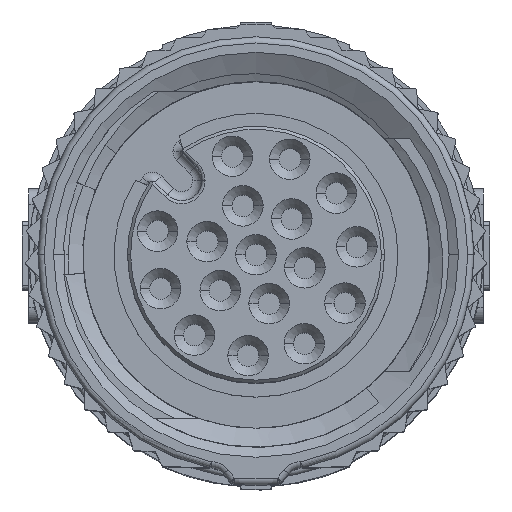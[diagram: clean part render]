
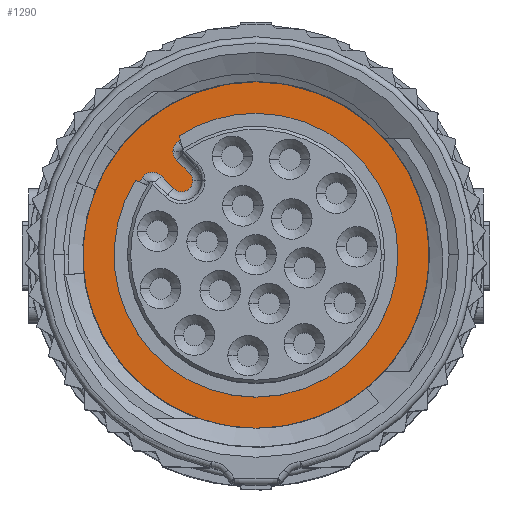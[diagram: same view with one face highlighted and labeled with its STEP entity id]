
A CAD part, top view. The second image highlights one B-rep face of the part: STEP entity #1290.
In plain terms, the highlighted planar face has unit normal (0, 0, 1).
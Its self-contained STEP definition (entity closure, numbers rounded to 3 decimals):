
#10=CARTESIAN_POINT('',(0.,0.,0.));
#20=DIRECTION('',(0.,0.,1.));
#30=DIRECTION('',(-1.,0.,0.));
#40=AXIS2_PLACEMENT_3D('',#10,#20,#30);
#50=PLANE('',#40);
#60=CARTESIAN_POINT('',(0.,0.,0.));
#70=DIRECTION('',(0.,0.,1.));
#80=DIRECTION('',(-0.848,0.529,0.));
#90=AXIS2_PLACEMENT_3D('',#60,#70,#80);
#100=CIRCLE('',#90,4.557);
#110=CARTESIAN_POINT('',(-3.866,2.412,0.));
#120=VERTEX_POINT('',#110);
#130=CARTESIAN_POINT('',(0.,-4.557,0.));
#140=VERTEX_POINT('',#130);
#150=EDGE_CURVE('',#120,#140,#100,.T.);
#160=ORIENTED_EDGE('',*,*,#150,.F.);
#170=CARTESIAN_POINT('',(0.,4.557,0.));
#180=VERTEX_POINT('',#170);
#190=EDGE_CURVE('',#140,#180,#100,.T.);
#200=ORIENTED_EDGE('',*,*,#190,.F.);
#210=CARTESIAN_POINT('',(-2.467,3.831,0.));
#220=VERTEX_POINT('',#210);
#230=EDGE_CURVE('',#180,#220,#100,.T.);
#240=ORIENTED_EDGE('',*,*,#230,.F.);
#250=CARTESIAN_POINT('',(-2.467,3.831,0.));
#260=DIRECTION('',(0.281,-0.96,0.));
#270=VECTOR('',#260,0.137);
#280=LINE('',#250,#270);
#290=CARTESIAN_POINT('',(-2.429,3.699,
0.));
#300=VERTEX_POINT('',#290);
#310=EDGE_CURVE('',#220,#300,#280,.T.);
#320=ORIENTED_EDGE('',*,*,#310,.F.);
#330=CARTESIAN_POINT('',(0.,0.,0.));
#340=DIRECTION('',(0.,0.,-1.));
#350=DIRECTION('',(-0.563,0.826,0.));
#360=AXIS2_PLACEMENT_3D('',#330,#340,#350);
#370=CIRCLE('',#360,4.425);
#380=CARTESIAN_POINT('',(-2.492,3.657,0.));
#390=VERTEX_POINT('',#380);
#400=EDGE_CURVE('',#390,#300,#370,.T.);
#410=ORIENTED_EDGE('',*,*,#400,.T.);
#420=CARTESIAN_POINT('',(-2.266,3.327,0.));
#430=DIRECTION('',(0.,0.,-1.));
#440=DIRECTION('',(-0.707,-0.707,0.));
#450=AXIS2_PLACEMENT_3D('',#420,#430,#440);
#460=CIRCLE('',#450,0.4);
#470=CARTESIAN_POINT('',(-2.666,3.327,0.));
#480=VERTEX_POINT('',#470);
#490=EDGE_CURVE('',#480,#390,#460,.T.);
#500=ORIENTED_EDGE('',*,*,#490,.T.);
#510=CARTESIAN_POINT('',(-2.549,3.044,0.));
#520=VERTEX_POINT('',#510);
#530=EDGE_CURVE('',#520,#480,#460,.T.);
#540=ORIENTED_EDGE('',*,*,#530,.T.);
#550=CARTESIAN_POINT('',(-4.809,5.304,0.));
#560=DIRECTION('',(0.707,-0.707,0.));
#570=VECTOR('',#560,1.);
#580=LINE('',#550,#570);
#590=CARTESIAN_POINT('',(-2.139,2.634,0.));
#600=VERTEX_POINT('',#590);
#610=EDGE_CURVE('',#520,#600,#580,.T.);
#620=ORIENTED_EDGE('',*,*,#610,.F.);
#630=CARTESIAN_POINT('',(-2.386,2.386,0.));
#640=DIRECTION('',(0.,0.,-1.));
#650=DIRECTION('',(0.707,0.707,0.));
#660=AXIS2_PLACEMENT_3D('',#630,#640,#650);
#670=CIRCLE('',#660,0.35);
#680=CARTESIAN_POINT('',(-2.036,2.386,0.));
#690=VERTEX_POINT('',#680);
#700=EDGE_CURVE('',#600,#690,#670,.T.);
#710=ORIENTED_EDGE('',*,*,#700,.F.);
#720=CARTESIAN_POINT('',(-2.634,2.139,0.));
#730=VERTEX_POINT('',#720);
#740=EDGE_CURVE('',#690,#730,#670,.T.);
#750=ORIENTED_EDGE('',*,*,#740,.F.);
#760=CARTESIAN_POINT('',(4.815,-5.31,0.));
#770=DIRECTION('',(-0.707,0.707,0.));
#780=VECTOR('',#770,1.);
#790=LINE('',#760,#780);
#800=CARTESIAN_POINT('',(-3.044,2.549,0.));
#810=VERTEX_POINT('',#800);
#820=EDGE_CURVE('',#730,#810,#790,.T.);
#830=ORIENTED_EDGE('',*,*,#820,.F.);
#840=CARTESIAN_POINT('',(-3.327,2.266,0.));
#850=DIRECTION('',(0.,0.,-1.));
#860=DIRECTION('',(-0.826,0.564,0.));
#870=AXIS2_PLACEMENT_3D('',#840,#850,#860);
#880=CIRCLE('',#870,0.4);
#890=CARTESIAN_POINT('',(-3.657,2.492,0.));
#900=VERTEX_POINT('',#890);
#910=EDGE_CURVE('',#900,#810,#880,.T.);
#920=ORIENTED_EDGE('',*,*,#910,.T.);
#930=CARTESIAN_POINT('',(0.,0.,0.));
#940=DIRECTION('',(0.,0.,-1.));
#950=DIRECTION('',(-0.846,0.533,0.));
#960=AXIS2_PLACEMENT_3D('',#930,#940,#950);
#970=CIRCLE('',#960,4.425);
#980=CARTESIAN_POINT('',(-3.744,2.359,0.));
#990=VERTEX_POINT('',#980);
#1000=EDGE_CURVE('',#990,#900,#970,.T.);
#1010=ORIENTED_EDGE('',*,*,#1000,.T.);
#1020=CARTESIAN_POINT('',(-3.744,2.359,0.));
#1030=DIRECTION('',(-0.915,0.403,0.));
#1040=VECTOR('',#1030,0.133);
#1050=LINE('',#1020,#1040);
#1060=EDGE_CURVE('',#990,#120,#1050,.T.);
#1070=ORIENTED_EDGE('',*,*,#1060,.F.);
#1080=EDGE_LOOP('',(#1070,#1010,#920,#830,#750,#710,#620,#540,#500,#410,
#320,#240,#200,#160));
#1090=FACE_BOUND('',#1080,.T.);
#1100=CARTESIAN_POINT('',(0.,0.,0.));
#1110=DIRECTION('',(0.,0.,-1.));
#1120=DIRECTION('',(0.,-1.,0.));
#1130=AXIS2_PLACEMENT_3D('',#1100,#1110,#1120);
#1140=CIRCLE('',#1130,5.9);
#1150=CARTESIAN_POINT('',(0.,5.9,0.));
#1160=VERTEX_POINT('',#1150);
#1170=CARTESIAN_POINT('',(5.9,0.,0.));
#1180=VERTEX_POINT('',#1170);
#1190=EDGE_CURVE('',#1160,#1180,#1140,.T.);
#1200=ORIENTED_EDGE('',*,*,#1190,.F.);
#1210=CARTESIAN_POINT('',(-5.9,0.,0.));
#1220=VERTEX_POINT('',#1210);
#1230=EDGE_CURVE('',#1180,#1220,#1140,.T.);
#1240=ORIENTED_EDGE('',*,*,#1230,.F.);
#1250=EDGE_CURVE('',#1220,#1160,#1140,.T.);
#1260=ORIENTED_EDGE('',*,*,#1250,.F.);
#1270=EDGE_LOOP('',(#1260,#1240,#1200));
#1280=FACE_OUTER_BOUND('',#1270,.T.);
#1290=ADVANCED_FACE('',(#1090,#1280),#50,.T.);
